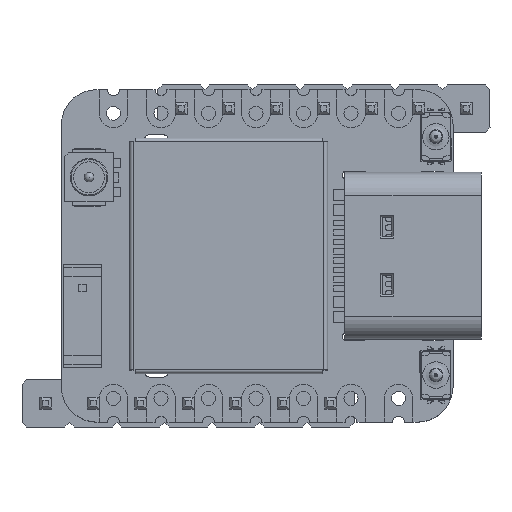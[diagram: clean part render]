
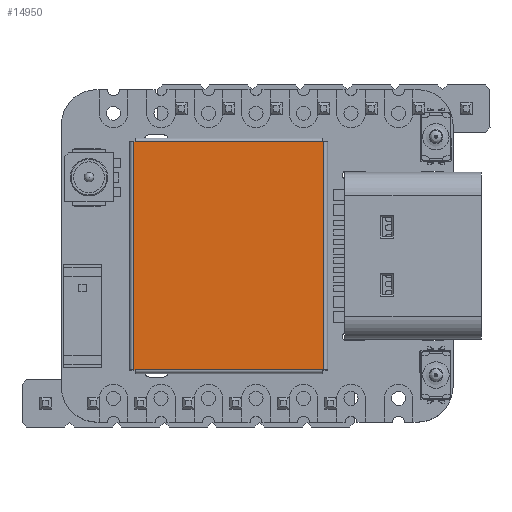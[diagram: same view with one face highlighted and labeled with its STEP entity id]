
A CAD part, top view. The second image highlights one B-rep face of the part: STEP entity #14950.
In plain terms, the highlighted face is planar.
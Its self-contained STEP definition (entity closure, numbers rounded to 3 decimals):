
#13862 = VERTEX_POINT('',#13863);
#13863 = CARTESIAN_POINT('',(5.272,3.,
    -12.211));
#13869 = EDGE_CURVE('',#13862,#13870,#13872,.T.);
#13870 = VERTEX_POINT('',#13871);
#13871 = CARTESIAN_POINT('',(5.372,3.,
    -12.211));
#13872 = LINE('',#13873,#13874);
#13873 = CARTESIAN_POINT('',(-1.462,3.,
    -12.211));
#13874 = VECTOR('',#13875,1.);
#13875 = DIRECTION('',(1.,0.,0.));
#14184 = VERTEX_POINT('',#14185);
#14185 = CARTESIAN_POINT('',(5.272,3.,
    -0.011));
#14418 = VERTEX_POINT('',#14419);
#14419 = CARTESIAN_POINT('',(-4.728,3.,
    -12.211));
#14527 = VERTEX_POINT('',#14528);
#14528 = CARTESIAN_POINT('',(-4.728,3.,
    -0.011));
#14560 = EDGE_CURVE('',#14527,#14184,#14561,.T.);
#14561 = LINE('',#14562,#14563);
#14562 = CARTESIAN_POINT('',(-1.362,3.,
    -0.011));
#14563 = VECTOR('',#14564,1.);
#14564 = DIRECTION('',(1.,0.,0.));
#14577 = VERTEX_POINT('',#14578);
#14578 = CARTESIAN_POINT('',(-4.828,3.,
    -0.011));
#14585 = EDGE_CURVE('',#14577,#14586,#14588,.T.);
#14586 = VERTEX_POINT('',#14587);
#14587 = CARTESIAN_POINT('',(-4.828,3.,
    -12.211));
#14588 = LINE('',#14589,#14590);
#14589 = CARTESIAN_POINT('',(-4.828,3.,
    -9.223));
#14590 = VECTOR('',#14591,1.);
#14591 = DIRECTION('',(0.,0.,-1.));
#14679 = EDGE_CURVE('',#14418,#13862,#14680,.T.);
#14680 = LINE('',#14681,#14682);
#14681 = CARTESIAN_POINT('',(-1.462,3.,
    -12.211));
#14682 = VECTOR('',#14683,1.);
#14683 = DIRECTION('',(1.,0.,0.));
#14749 = VERTEX_POINT('',#14750);
#14750 = CARTESIAN_POINT('',(5.372,3.,
    -0.011));
#14757 = EDGE_CURVE('',#14184,#14749,#14758,.T.);
#14758 = LINE('',#14759,#14760);
#14759 = CARTESIAN_POINT('',(-1.362,3.,
    -0.011));
#14760 = VECTOR('',#14761,1.);
#14761 = DIRECTION('',(1.,0.,0.));
#14817 = EDGE_CURVE('',#14586,#14418,#14818,.T.);
#14818 = LINE('',#14819,#14820);
#14819 = CARTESIAN_POINT('',(-1.462,3.,
    -12.211));
#14820 = VECTOR('',#14821,1.);
#14821 = DIRECTION('',(1.,0.,0.));
#14863 = EDGE_CURVE('',#14577,#14527,#14864,.T.);
#14864 = LINE('',#14865,#14866);
#14865 = CARTESIAN_POINT('',(-1.362,3.,
    -0.011));
#14866 = VECTOR('',#14867,1.);
#14867 = DIRECTION('',(1.,0.,0.));
#14938 = EDGE_CURVE('',#13870,#14749,#14939,.T.);
#14939 = LINE('',#14940,#14941);
#14940 = CARTESIAN_POINT('',(5.372,3.,
    -3.));
#14941 = VECTOR('',#14942,1.);
#14942 = DIRECTION('',(0.,0.,1.));
#14950 = ADVANCED_FACE('',(#14951),#14961,.T.);
#14951 = FACE_BOUND('',#14952,.T.);
#14952 = EDGE_LOOP('',(#14953,#14954,#14955,#14956,#14957,#14958,#14959,
    #14960));
#14953 = ORIENTED_EDGE('',*,*,#14938,.F.);
#14954 = ORIENTED_EDGE('',*,*,#13869,.F.);
#14955 = ORIENTED_EDGE('',*,*,#14679,.F.);
#14956 = ORIENTED_EDGE('',*,*,#14817,.F.);
#14957 = ORIENTED_EDGE('',*,*,#14585,.F.);
#14958 = ORIENTED_EDGE('',*,*,#14863,.T.);
#14959 = ORIENTED_EDGE('',*,*,#14560,.T.);
#14960 = ORIENTED_EDGE('',*,*,#14757,.T.);
#14961 = PLANE('',#14962);
#14962 = AXIS2_PLACEMENT_3D('',#14963,#14964,#14965);
#14963 = CARTESIAN_POINT('',(1.804,3.,
    -6.111));
#14964 = DIRECTION('',(0.,1.,0.));
#14965 = DIRECTION('',(0.,-0.,1.));
